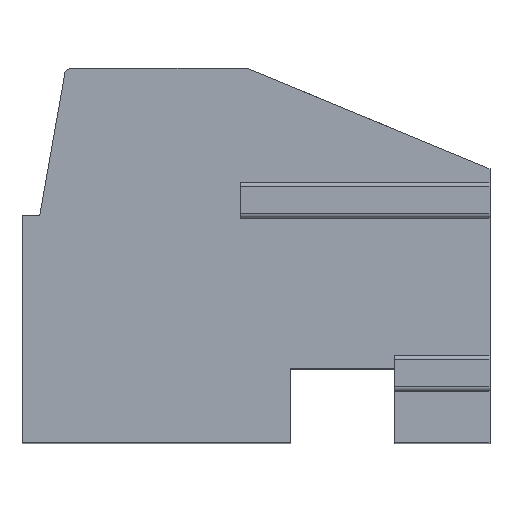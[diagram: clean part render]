
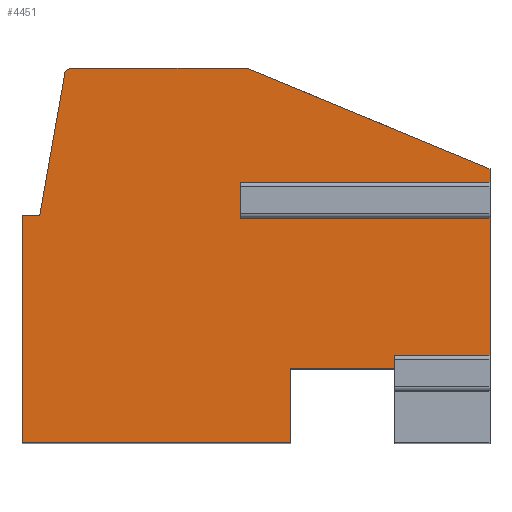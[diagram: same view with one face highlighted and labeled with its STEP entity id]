
A CAD part, top view. The second image highlights one B-rep face of the part: STEP entity #4451.
In plain terms, the highlighted planar face has unit normal (0, 0, 1).
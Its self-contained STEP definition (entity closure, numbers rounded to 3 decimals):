
#77=DIRECTION('',(0.,1.,0.));
#78=VECTOR('',#77,4.163);
#79=CARTESIAN_POINT('',(4.55,-8.381,7.5));
#80=LINE('',#79,#78);
#130=DIRECTION('',(0.,1.,0.));
#131=VECTOR('',#130,0.482);
#132=CARTESIAN_POINT('',(4.55,-3.381,7.5));
#133=LINE('',#132,#131);
#414=DIRECTION('',(0.,1.,0.));
#415=VECTOR('',#414,2.15);
#416=CARTESIAN_POINT('',(-1.2,-10.8,7.5));
#417=LINE('',#416,#415);
#428=DIRECTION('',(0.,-1.,0.));
#429=VECTOR('',#428,6.55);
#430=CARTESIAN_POINT('',(-8.95,-4.25,7.5));
#431=LINE('',#430,#429);
#505=DIRECTION('',(-1.,0.,0.));
#506=VECTOR('',#505,0.511);
#507=CARTESIAN_POINT('',(-8.439,-4.25,7.5));
#508=LINE('',#507,#506);
#547=DIRECTION('',(-1.,0.,0.));
#548=VECTOR('',#547,5.072);
#549=CARTESIAN_POINT('',(-2.45,0.,7.5));
#550=LINE('',#549,#548);
#875=DIRECTION('',(0.,-1.,0.));
#876=VECTOR('',#875,0.269);
#877=CARTESIAN_POINT('',(1.8,-8.381,7.5));
#878=LINE('',#877,#876);
#882=DIRECTION('',(-1.,0.,0.));
#883=VECTOR('',#882,3.);
#884=CARTESIAN_POINT('',(1.8,-8.65,7.5));
#885=LINE('',#884,#883);
#889=DIRECTION('',(-1.,0.,0.));
#890=VECTOR('',#889,7.75);
#891=CARTESIAN_POINT('',(-1.2,-10.8,7.5));
#892=LINE('',#891,#890);
#896=DIRECTION('',(0.174,0.985,0.));
#897=VECTOR('',#896,4.148);
#898=CARTESIAN_POINT('',(-8.439,-4.25,7.5));
#899=LINE('',#898,#897);
#903=CARTESIAN_POINT('',(-7.522,-0.2,7.5));
#904=DIRECTION('',(0.,0.,-1.));
#905=DIRECTION('',(-0.985,0.174,0.));
#906=AXIS2_PLACEMENT_3D('',#903,#904,#905);
#911=DIRECTION('',(0.924,-0.383,0.));
#912=VECTOR('',#911,7.577);
#913=CARTESIAN_POINT('',(-2.45,0.,7.5));
#914=LINE('',#913,#912);
#925=DIRECTION('',(1.,0.,0.));
#926=VECTOR('',#925,2.75);
#927=CARTESIAN_POINT('',(1.8,-8.381,7.5));
#928=LINE('',#927,#926);
#995=DIRECTION('',(1.,0.,0.));
#996=VECTOR('',#995,7.2);
#997=CARTESIAN_POINT('',(-2.65,-3.381,7.5));
#998=LINE('',#997,#996);
#1037=DIRECTION('',(-1.,0.,0.));
#1038=VECTOR('',#1037,7.2);
#1039=CARTESIAN_POINT('',(4.55,-4.219,7.5));
#1040=LINE('',#1039,#1038);
#1104=DIRECTION('',(0.,1.,0.));
#1105=VECTOR('',#1104,0.837);
#1106=CARTESIAN_POINT('',(-2.65,-4.219,
7.5));
#1107=LINE('',#1106,#1105);
#3643=CARTESIAN_POINT('',(4.55,-8.381,7.5));
#3644=VERTEX_POINT('',#3643);
#3645=CARTESIAN_POINT('',(4.55,-4.219,7.5));
#3646=VERTEX_POINT('',#3645);
#3659=CARTESIAN_POINT('',(4.55,-3.381,7.5));
#3660=VERTEX_POINT('',#3659);
#3661=CARTESIAN_POINT('',(4.55,-2.899,7.5));
#3662=VERTEX_POINT('',#3661);
#3673=CARTESIAN_POINT('',(-8.95,-4.25,7.5));
#3674=CARTESIAN_POINT('',(-8.95,-10.8,7.5));
#3675=VERTEX_POINT('',#3673);
#3676=VERTEX_POINT('',#3674);
#3773=CARTESIAN_POINT('',(-1.2,-10.8,7.5));
#3774=VERTEX_POINT('',#3773);
#3775=CARTESIAN_POINT('',(-1.2,-8.65,7.5));
#3776=VERTEX_POINT('',#3775);
#3777=CARTESIAN_POINT('',(1.8,-8.65,7.5));
#3778=VERTEX_POINT('',#3777);
#3779=CARTESIAN_POINT('',(1.8,-8.381,7.5));
#3780=VERTEX_POINT('',#3779);
#3797=CARTESIAN_POINT('',(-8.439,-4.25,7.5));
#3798=VERTEX_POINT('',#3797);
#3799=CARTESIAN_POINT('',(-7.719,-0.165,7.5));
#3800=VERTEX_POINT('',#3799);
#3801=CARTESIAN_POINT('',(-7.522,0.,7.5));
#3802=VERTEX_POINT('',#3801);
#3803=CARTESIAN_POINT('',(-2.45,0.,7.5));
#3804=VERTEX_POINT('',#3803);
#3805=CARTESIAN_POINT('',(-2.65,-3.381,
7.5));
#3806=VERTEX_POINT('',#3805);
#3807=CARTESIAN_POINT('',(-2.65,-4.219,
7.5));
#3808=VERTEX_POINT('',#3807);
#4424=CARTESIAN_POINT('',(-8.95,-10.8,7.5));
#4425=DIRECTION('',(0.,0.,-1.));
#4426=DIRECTION('',(0.,-1.,0.));
#4427=AXIS2_PLACEMENT_3D('',#4424,#4425,#4426);
#4428=PLANE('',#4427);
#4429=ORIENTED_EDGE('',*,*,#3939,.F.);
#4431=ORIENTED_EDGE('',*,*,#4430,.F.);
#4432=ORIENTED_EDGE('',*,*,#4054,.T.);
#4433=ORIENTED_EDGE('',*,*,#4093,.T.);
#4434=ORIENTED_EDGE('',*,*,#4110,.F.);
#4435=ORIENTED_EDGE('',*,*,#4125,.T.);
#4436=ORIENTED_EDGE('',*,*,#4140,.F.);
#4437=ORIENTED_EDGE('',*,*,#4185,.F.);
#4438=ORIENTED_EDGE('',*,*,#4200,.T.);
#4439=ORIENTED_EDGE('',*,*,#4215,.T.);
#4440=ORIENTED_EDGE('',*,*,#4232,.F.);
#4441=ORIENTED_EDGE('',*,*,#4405,.T.);
#4442=ORIENTED_EDGE('',*,*,#3955,.F.);
#4444=ORIENTED_EDGE('',*,*,#4443,.F.);
#4446=ORIENTED_EDGE('',*,*,#4445,.F.);
#4448=ORIENTED_EDGE('',*,*,#4447,.F.);
#4449=EDGE_LOOP('',(#4429,#4431,#4432,#4433,#4434,#4435,#4436,#4437,#4438,#4439,
#4440,#4441,#4442,#4444,#4446,#4448));
#4450=FACE_OUTER_BOUND('',#4449,.F.);
#907=CIRCLE('',#906,0.2);
#3939=EDGE_CURVE('',#3644,#3646,#80,.T.);
#3955=EDGE_CURVE('',#3660,#3662,#133,.T.);
#4054=EDGE_CURVE('',#3780,#3778,#878,.T.);
#4093=EDGE_CURVE('',#3778,#3776,#885,.T.);
#4110=EDGE_CURVE('',#3774,#3776,#417,.T.);
#4125=EDGE_CURVE('',#3774,#3676,#892,.T.);
#4140=EDGE_CURVE('',#3675,#3676,#431,.T.);
#4185=EDGE_CURVE('',#3798,#3675,#508,.T.);
#4200=EDGE_CURVE('',#3798,#3800,#899,.T.);
#4215=EDGE_CURVE('',#3800,#3802,#907,.T.);
#4232=EDGE_CURVE('',#3804,#3802,#550,.T.);
#4405=EDGE_CURVE('',#3804,#3662,#914,.T.);
#4430=EDGE_CURVE('',#3780,#3644,#928,.T.);
#4443=EDGE_CURVE('',#3806,#3660,#998,.T.);
#4445=EDGE_CURVE('',#3808,#3806,#1107,.T.);
#4447=EDGE_CURVE('',#3646,#3808,#1040,.T.);
#4451=ADVANCED_FACE('',(#4450),#4428,.F.);
